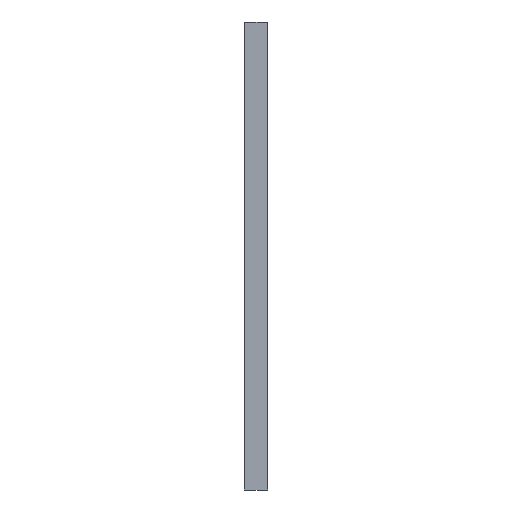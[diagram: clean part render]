
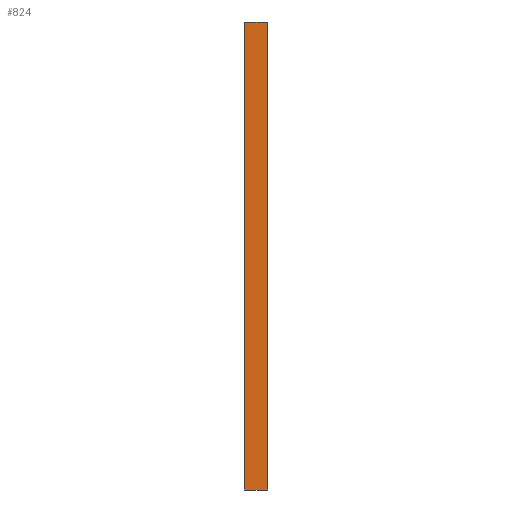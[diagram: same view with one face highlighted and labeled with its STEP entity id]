
A CAD part, front view. The second image highlights one B-rep face of the part: STEP entity #824.
In plain terms, the highlighted planar face has unit normal (0, -1, 0).
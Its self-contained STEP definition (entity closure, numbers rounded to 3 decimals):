
#39=FACE_OUTER_BOUND('',#89,.T.);
#89=EDGE_LOOP('',(#512,#513,#514,#515,#516,#517,#518,#519));
#143=LINE('',#1205,#239);
#144=LINE('',#1208,#240);
#145=LINE('',#1210,#241);
#146=LINE('',#1212,#242);
#147=LINE('',#1214,#243);
#148=LINE('',#1216,#244);
#149=LINE('',#1218,#245);
#150=LINE('',#1219,#246);
#239=VECTOR('',#971,10.);
#240=VECTOR('',#974,10.);
#241=VECTOR('',#975,10.);
#242=VECTOR('',#976,10.);
#243=VECTOR('',#977,10.);
#244=VECTOR('',#978,10.);
#245=VECTOR('',#979,10.);
#246=VECTOR('',#980,10.);
#331=VERTEX_POINT('',#1195);
#335=VERTEX_POINT('',#1203);
#336=VERTEX_POINT('',#1207);
#337=VERTEX_POINT('',#1209);
#338=VERTEX_POINT('',#1211);
#339=VERTEX_POINT('',#1213);
#340=VERTEX_POINT('',#1215);
#341=VERTEX_POINT('',#1217);
#399=EDGE_CURVE('',#335,#331,#143,.T.);
#400=EDGE_CURVE('',#336,#335,#144,.T.);
#401=EDGE_CURVE('',#337,#336,#145,.T.);
#402=EDGE_CURVE('',#337,#338,#146,.T.);
#403=EDGE_CURVE('',#339,#338,#147,.T.);
#404=EDGE_CURVE('',#340,#339,#148,.T.);
#405=EDGE_CURVE('',#341,#340,#149,.T.);
#406=EDGE_CURVE('',#341,#331,#150,.T.);
#512=ORIENTED_EDGE('',*,*,#399,.F.);
#513=ORIENTED_EDGE('',*,*,#400,.F.);
#514=ORIENTED_EDGE('',*,*,#401,.F.);
#515=ORIENTED_EDGE('',*,*,#402,.T.);
#516=ORIENTED_EDGE('',*,*,#403,.F.);
#517=ORIENTED_EDGE('',*,*,#404,.F.);
#518=ORIENTED_EDGE('',*,*,#405,.F.);
#519=ORIENTED_EDGE('',*,*,#406,.T.);
#731=PLANE('',#897);
#824=ADVANCED_FACE('',(#39),#731,.F.);
#897=AXIS2_PLACEMENT_3D('',#1206,#972,#973);
#971=DIRECTION('',(0.,0.,-1.));
#972=DIRECTION('center_axis',(0.,1.,0.));
#973=DIRECTION('ref_axis',(0.,0.,1.));
#974=DIRECTION('',(1.,0.,0.));
#975=DIRECTION('',(1.,0.,0.));
#976=DIRECTION('',(-1.,0.,0.));
#977=DIRECTION('',(0.,0.,1.));
#978=DIRECTION('',(-1.,0.,0.));
#979=DIRECTION('',(-1.,0.,0.));
#980=DIRECTION('',(1.,0.,0.));
#1195=CARTESIAN_POINT('',(74.199,0.,-1500.));
#1203=CARTESIAN_POINT('',(74.199,0.,1500.));
#1205=CARTESIAN_POINT('',(74.199,0.,0.));
#1206=CARTESIAN_POINT('Origin',(0.,0.,0.));
#1207=CARTESIAN_POINT('',(73.199,0.,1500.));
#1208=CARTESIAN_POINT('',(36.6,0.,1500.));
#1209=CARTESIAN_POINT('',(-73.199,0.,1500.));
#1210=CARTESIAN_POINT('',(-92.,0.,1500.));
#1211=CARTESIAN_POINT('',(-74.199,0.,1500.));
#1212=CARTESIAN_POINT('',(36.6,0.,1500.));
#1213=CARTESIAN_POINT('',(-74.199,0.,-1500.));
#1214=CARTESIAN_POINT('',(-74.199,0.,0.));
#1215=CARTESIAN_POINT('',(-73.199,0.,-1500.));
#1216=CARTESIAN_POINT('',(38.225,0.,-1500.));
#1217=CARTESIAN_POINT('',(73.199,0.,-1500.));
#1218=CARTESIAN_POINT('',(92.,0.,-1500.));
#1219=CARTESIAN_POINT('',(38.225,0.,-1500.));
